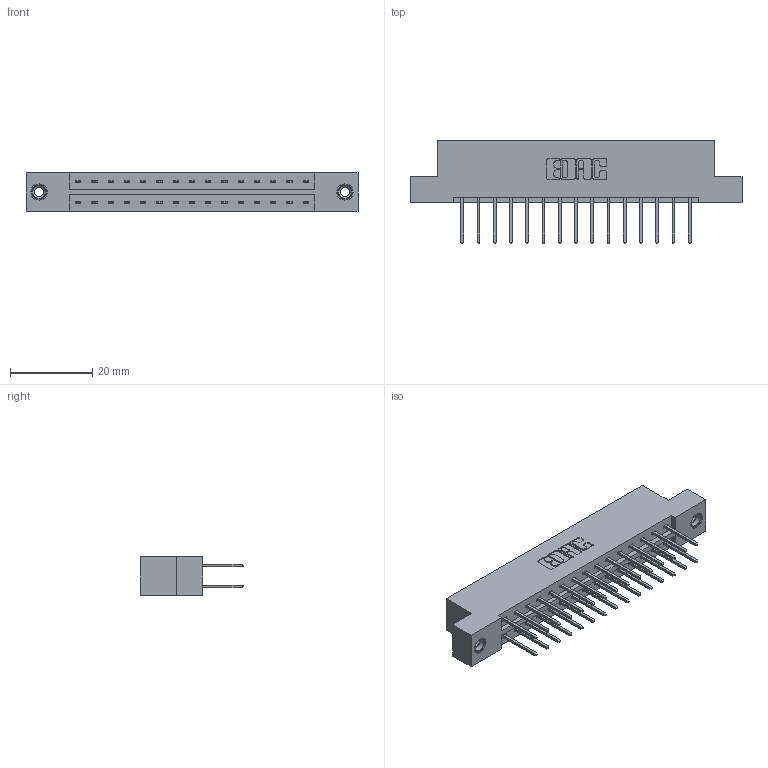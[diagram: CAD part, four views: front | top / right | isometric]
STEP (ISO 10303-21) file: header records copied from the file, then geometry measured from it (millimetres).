
FILE_DESCRIPTION (( 'STEP AP203' ), '1' );
FILE_NAME ('833-030-523-208.STEP', '2020-06-02T12:30:34', ( '' ), ( '' ), 'SwSTEP 2.0', 'SolidWorks 2020', '' );
FILE_SCHEMA (( 'CONFIG_CONTROL_DESIGN' ));
Length unit declared in the file: inch
Products named in the file (4): 833-030-523-208; 833 Part_Flush - .156 Dia - TI; 345-292-001_345-293-123; 345-250-001_345-250-003-102
Assembly tree (33 placements, depth 2):
  833-030-523-208
    833 Part_Flush - .156 Dia - TI
    345-292-001_345-293-123  x30
    345-250-001_345-250-003-102  x2
Bounding box: 80.98 x 25.15 x 9.4 mm (x, y, z)
Volume: 8069.6 mm3; surface area: 9562.9 mm2
Topology: 33 solids, 33 shells, 1734 faces, 5097 edges, 3350 vertices
Faces by surface type: plane 1182, cylinder 536, cone 12, torus 4
Entity records: 14346 total; most frequent: CARTESIAN_POINT 2393, ORIENTED_EDGE 2322, DIRECTION 2123, EDGE_CURVE 1161, VECTOR 1013, LINE 1013, VERTEX_POINT 768, AXIS2_PLACEMENT_3D 555
